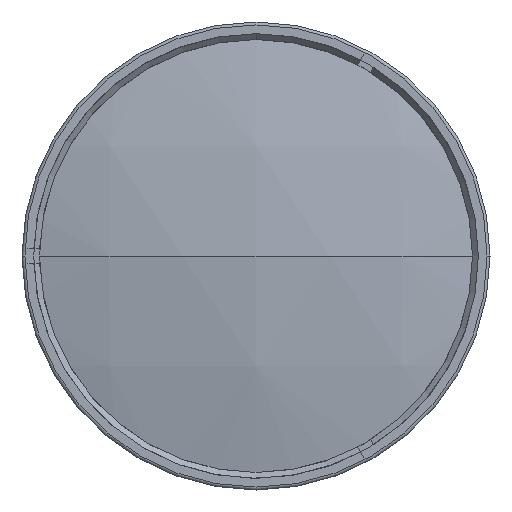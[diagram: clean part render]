
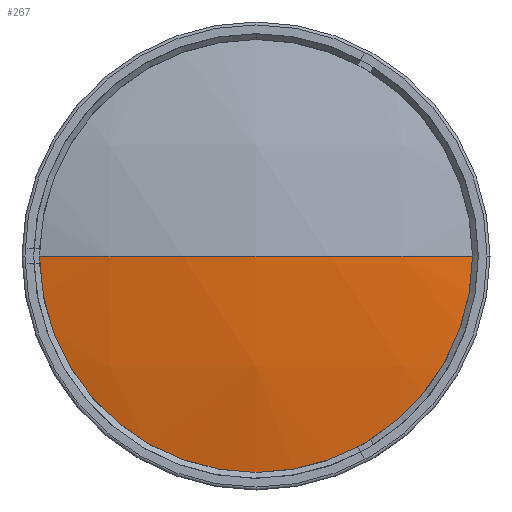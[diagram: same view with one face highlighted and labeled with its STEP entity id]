
A CAD part, left-side view. The second image highlights one B-rep face of the part: STEP entity #267.
In plain terms, the highlighted spherical face has radius 161 mm.
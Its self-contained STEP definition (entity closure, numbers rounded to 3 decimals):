
#255 = CARTESIAN_POINT ( 'NONE',  ( -160.802, 0., 0. ) ) ;
#267 = ADVANCED_FACE ( 'NONE', ( #2826 ), #2747, .T. ) ;
#377 = EDGE_CURVE ( 'NONE', #1053, #2266, #2408, .T. ) ;
#578 = ORIENTED_EDGE ( 'NONE', *, *, #1188, .T. ) ;
#620 = CIRCLE ( 'NONE', #3888, 161. ) ;
#622 = DIRECTION ( 'NONE',  ( 0., 0., 1. ) ) ;
#1040 = DIRECTION ( 'NONE',  ( 0., 0., -1. ) ) ;
#1053 = VERTEX_POINT ( 'NONE', #2994 ) ;
#1188 = EDGE_CURVE ( 'NONE', #1714, #2266, #620, .T. ) ;
#1359 = DIRECTION ( 'NONE',  ( 0., 1., 0. ) ) ;
#1373 = DIRECTION ( 'NONE',  ( 0., 0., -1. ) ) ;
#1468 = CARTESIAN_POINT ( 'NONE',  ( -4.23, 0., 0. ) ) ;
#1714 = VERTEX_POINT ( 'NONE', #2419 ) ;
#1798 = ORIENTED_EDGE ( 'NONE', *, *, #377, .F. ) ;
#2044 = DIRECTION ( 'NONE',  ( 0., -1., 0. ) ) ;
#2266 = VERTEX_POINT ( 'NONE', #2909 ) ;
#2320 = DIRECTION ( 'NONE',  ( 0., 0., 1. ) ) ;
#2407 = AXIS2_PLACEMENT_3D ( 'NONE', #3225, #2320, #2044 ) ;
#2408 = CIRCLE ( 'NONE', #2407, 161. ) ;
#2419 = CARTESIAN_POINT ( 'NONE',  ( -160.802, -37.5, 0. ) ) ;
#2686 = DIRECTION ( 'NONE',  ( -1., 0., 0. ) ) ;
#2747 = SPHERICAL_SURFACE ( 'NONE', #2886, 161. ) ;
#2826 = FACE_OUTER_BOUND ( 'NONE', #4048, .T. ) ;
#2886 = AXIS2_PLACEMENT_3D ( 'NONE', #1468, #1373, #1359 ) ;
#2909 = CARTESIAN_POINT ( 'NONE',  ( -165.23, 0., 0. ) ) ;
#2994 = CARTESIAN_POINT ( 'NONE',  ( -160.802, 37.5, 0. ) ) ;
#3053 = CARTESIAN_POINT ( 'NONE',  ( -4.23, 0., 0. ) ) ;
#3225 = CARTESIAN_POINT ( 'NONE',  ( -4.23, 0., 0. ) ) ;
#3350 = DIRECTION ( 'NONE',  ( 0., 1., 0. ) ) ;
#3888 = AXIS2_PLACEMENT_3D ( 'NONE', #3053, #1040, #3350 ) ;
#3953 = CIRCLE ( 'NONE', #4158, 37.5 ) ;
#4048 = EDGE_LOOP ( 'NONE', ( #4270, #578, #1798 ) ) ;
#4158 = AXIS2_PLACEMENT_3D ( 'NONE', #255, #2686, #622 ) ;
#4270 = ORIENTED_EDGE ( 'NONE', *, *, #4276, .T. ) ;
#4276 = EDGE_CURVE ( 'NONE', #1053, #1714, #3953, .T. ) ;
